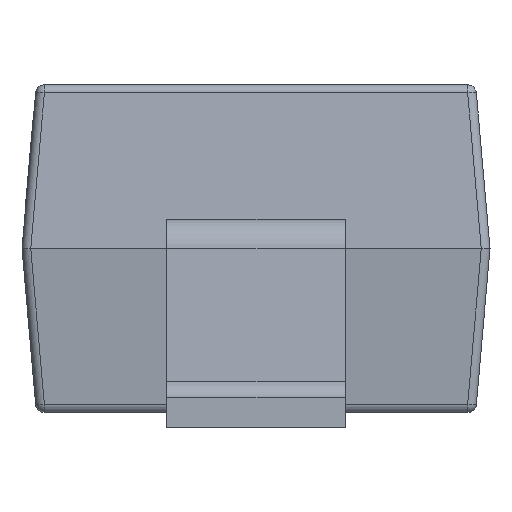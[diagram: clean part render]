
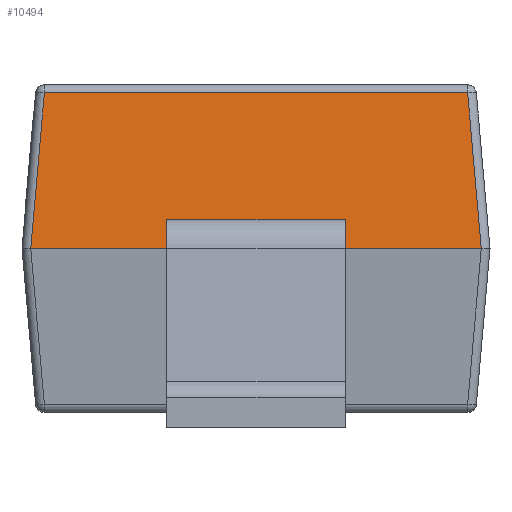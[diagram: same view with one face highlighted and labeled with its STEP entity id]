
A CAD part, left-side view. The second image highlights one B-rep face of the part: STEP entity #10494.
In plain terms, the highlighted planar face has unit normal (-0.996, 0, 0.087).
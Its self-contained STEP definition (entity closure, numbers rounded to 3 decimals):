
#389 = CARTESIAN_POINT ( 'NONE',  ( -1.345, 0.305, 0. ) ) ;
#399 = DIRECTION ( 'NONE',  ( 0.087, 0., 0.996 ) ) ;
#609 = CARTESIAN_POINT ( 'NONE',  ( -1.345, -0.305, 0. ) ) ;
#849 = DIRECTION ( 'NONE',  ( 0., -1., 0. ) ) ;
#1232 = LINE ( 'NONE', #13153, #10799 ) ;
#1247 = PLANE ( 'NONE',  #3784 ) ;
#1274 = EDGE_CURVE ( 'NONE', #7288, #10609, #5489, .T. ) ;
#1328 = ORIENTED_EDGE ( 'NONE', *, *, #7823, .T. ) ;
#1451 = EDGE_CURVE ( 'NONE', #6392, #12582, #3068, .T. ) ;
#1543 = ORIENTED_EDGE ( 'NONE', *, *, #7140, .T. ) ;
#1731 = EDGE_LOOP ( 'NONE', ( #6833, #1543, #1328, #9904, #6617, #13131, #11662, #1893 ) ) ;
#1893 = ORIENTED_EDGE ( 'NONE', *, *, #1451, .T. ) ;
#2145 = VERTEX_POINT ( 'NONE', #8946 ) ;
#2346 = CARTESIAN_POINT ( 'NONE',  ( -1.345, 0.8, 0. ) ) ;
#3068 = LINE ( 'NONE', #9363, #9615 ) ;
#3491 = CARTESIAN_POINT ( 'NONE',  ( -1.336, 0.8, 0.1 ) ) ;
#3784 = AXIS2_PLACEMENT_3D ( 'NONE', #2346, #4146, #5436 ) ;
#4146 = DIRECTION ( 'NONE',  ( -0.996, 0., 0.087 ) ) ;
#4320 = LINE ( 'NONE', #11768, #11419 ) ;
#4324 = CARTESIAN_POINT ( 'NONE',  ( -1.298, 0.724, 0.533 ) ) ;
#4520 = VERTEX_POINT ( 'NONE', #5100 ) ;
#4772 = LINE ( 'NONE', #12239, #11586 ) ;
#5047 = CARTESIAN_POINT ( 'NONE',  ( -1.345, 0.8, 0. ) ) ;
#5100 = CARTESIAN_POINT ( 'NONE',  ( -1.345, -0.305, 0. ) ) ;
#5107 = VECTOR ( 'NONE', #12819, 1000. ) ;
#5147 = EDGE_CURVE ( 'NONE', #4520, #6392, #13472, .T. ) ;
#5255 = VERTEX_POINT ( 'NONE', #4324 ) ;
#5421 = DIRECTION ( 'NONE',  ( 0., -1., 0. ) ) ;
#5426 = DIRECTION ( 'NONE',  ( 0., 1., 0. ) ) ;
#5431 = EDGE_CURVE ( 'NONE', #12582, #5255, #1232, .T. ) ;
#5436 = DIRECTION ( 'NONE',  ( 0.087, 0., 0.996 ) ) ;
#5489 = LINE ( 'NONE', #3491, #7389 ) ;
#5687 = VERTEX_POINT ( 'NONE', #389 ) ;
#6063 = VECTOR ( 'NONE', #399, 1000. ) ;
#6231 = DIRECTION ( 'NONE',  ( 0.087, 0.087, 0.992 ) ) ;
#6392 = VERTEX_POINT ( 'NONE', #9674 ) ;
#6617 = ORIENTED_EDGE ( 'NONE', *, *, #1274, .T. ) ;
#6833 = ORIENTED_EDGE ( 'NONE', *, *, #5431, .T. ) ;
#6923 = DIRECTION ( 'NONE',  ( 0., -1., 0. ) ) ;
#7034 = CARTESIAN_POINT ( 'NONE',  ( -1.336, -0.305, 0.1 ) ) ;
#7140 = EDGE_CURVE ( 'NONE', #5255, #2145, #10602, .T. ) ;
#7288 = VERTEX_POINT ( 'NONE', #12733 ) ;
#7389 = VECTOR ( 'NONE', #5421, 1000. ) ;
#7823 = EDGE_CURVE ( 'NONE', #2145, #5687, #4772, .T. ) ;
#7924 = LINE ( 'NONE', #609, #6063 ) ;
#8543 = FACE_OUTER_BOUND ( 'NONE', #1731, .T. ) ;
#8946 = CARTESIAN_POINT ( 'NONE',  ( -1.345, 0.77, 0. ) ) ;
#9328 = EDGE_CURVE ( 'NONE', #5687, #7288, #4320, .T. ) ;
#9363 = CARTESIAN_POINT ( 'NONE',  ( -1.333, -0.758, 0.135 ) ) ;
#9459 = EDGE_CURVE ( 'NONE', #4520, #10609, #7924, .T. ) ;
#9615 = VECTOR ( 'NONE', #6231, 1000. ) ;
#9674 = CARTESIAN_POINT ( 'NONE',  ( -1.345, -0.77, 0. ) ) ;
#9808 = DIRECTION ( 'NONE',  ( 0.087, 0., 0.996 ) ) ;
#9888 = VECTOR ( 'NONE', #849, 1000. ) ;
#9904 = ORIENTED_EDGE ( 'NONE', *, *, #9328, .T. ) ;
#10494 = ADVANCED_FACE ( 'NONE', ( #8543 ), #1247, .T. ) ;
#10602 = LINE ( 'NONE', #10726, #5107 ) ;
#10609 = VERTEX_POINT ( 'NONE', #7034 ) ;
#10726 = CARTESIAN_POINT ( 'NONE',  ( -1.345, 0.77, -0.003 ) ) ;
#10799 = VECTOR ( 'NONE', #5426, 1000. ) ;
#11419 = VECTOR ( 'NONE', #9808, 1000. ) ;
#11505 = CARTESIAN_POINT ( 'NONE',  ( -1.298, -0.724, 0.533 ) ) ;
#11586 = VECTOR ( 'NONE', #6923, 1000. ) ;
#11662 = ORIENTED_EDGE ( 'NONE', *, *, #5147, .T. ) ;
#11768 = CARTESIAN_POINT ( 'NONE',  ( -1.345, 0.305, 0. ) ) ;
#12239 = CARTESIAN_POINT ( 'NONE',  ( -1.345, 0.8, 0. ) ) ;
#12582 = VERTEX_POINT ( 'NONE', #11505 ) ;
#12733 = CARTESIAN_POINT ( 'NONE',  ( -1.336, 0.305, 0.1 ) ) ;
#12819 = DIRECTION ( 'NONE',  ( -0.087, 0.087, -0.992 ) ) ;
#13131 = ORIENTED_EDGE ( 'NONE', *, *, #9459, .F. ) ;
#13153 = CARTESIAN_POINT ( 'NONE',  ( -1.298, 0.751, 0.533 ) ) ;
#13472 = LINE ( 'NONE', #5047, #9888 ) ;
